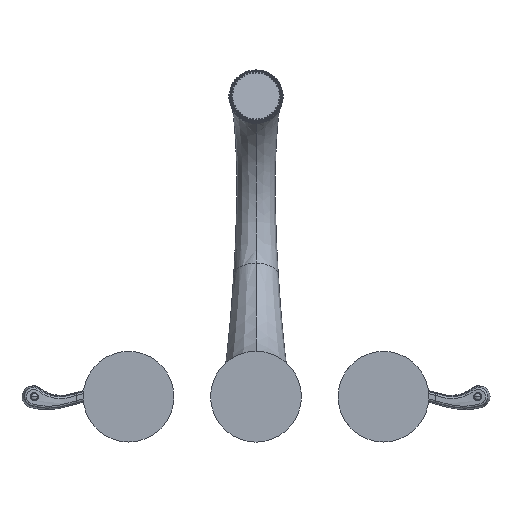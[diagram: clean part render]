
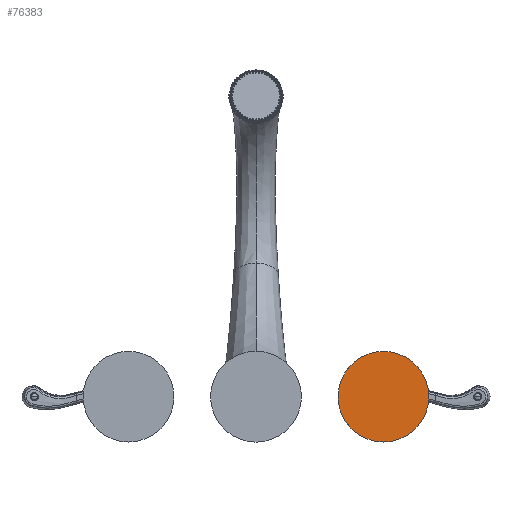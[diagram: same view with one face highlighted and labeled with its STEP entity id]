
A CAD part, front view. The second image highlights one B-rep face of the part: STEP entity #76383.
In plain terms, the highlighted planar face has unit normal (0, -1, 0).
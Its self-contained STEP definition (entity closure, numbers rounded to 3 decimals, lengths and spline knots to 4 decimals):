
#61053=CARTESIAN_POINT('',(4.,0.,0.));
#61054=DIRECTION('',(0.,-1.,0.));
#61055=DIRECTION('',(0.,0.,1.));
#61056=AXIS2_PLACEMENT_3D('',#61053,#61054,#61055);
#61068=CARTESIAN_POINT('',(4.,0.,0.));
#61069=DIRECTION('',(0.,1.,0.));
#61070=DIRECTION('',(0.,0.,1.));
#61071=AXIS2_PLACEMENT_3D('',#61068,#61069,#61070);
#64893=CARTESIAN_POINT('',(4.,0.,1.4225));
#64895=VERTEX_POINT('',#64893);
#64897=CARTESIAN_POINT('',(4.,0.,-1.4225));
#64899=VERTEX_POINT('',#64897);
#76374=CARTESIAN_POINT('',(4.,0.,0.));
#76375=DIRECTION('',(0.,-1.,0.));
#76376=DIRECTION('',(0.,0.,-1.));
#76377=AXIS2_PLACEMENT_3D('',#76374,#76375,#76376);
#76378=PLANE('',#76377);
#76379=ORIENTED_EDGE('',*,*,#76341,.F.);
#76380=ORIENTED_EDGE('',*,*,#76369,.T.);
#76381=EDGE_LOOP('',(#76379,#76380));
#76382=FACE_OUTER_BOUND('',#76381,.F.);
#76383=ADVANCED_FACE('',(#76382),#76378,.T.);
#61057=CIRCLE('',#61056,1.4225);
#61072=CIRCLE('',#61071,1.4225);
#76341=EDGE_CURVE('',#64895,#64899,#61057,.T.);
#76369=EDGE_CURVE('',#64895,#64899,#61072,.T.);
